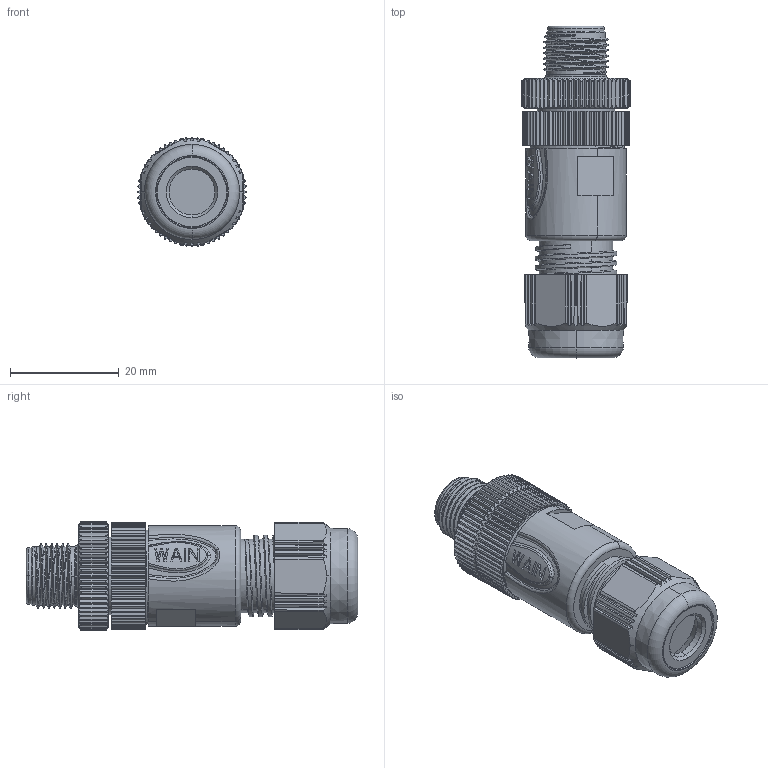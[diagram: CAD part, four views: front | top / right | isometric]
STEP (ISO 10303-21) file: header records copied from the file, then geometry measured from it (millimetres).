
FILE_DESCRIPTION((''),'2;1');
FILE_NAME('3D_1630084013001_M12-M08A-T-D10','2024-03-21T',('12262'),(''),'PRO/ENGINEER BY PARAMETRIC TECHNOLOGY CORPORATION, 2012480','PRO/ENGINEER BY PARAMETRIC TECHNOLOGY CORPORATION, 2012480','');
FILE_SCHEMA(('CONFIG_CONTROL_DESIGN'));
Products named in the file (1): 3D_1630084013001_M12-M08A-T-D10
Bounding box: 20 x 61 x 20 mm (x, y, z)
Volume: 12586.7 mm3; surface area: 10147.1 mm2
Topology: 1 solids, 2 shells, 1531 faces, 4140 edges, 2629 vertices
Faces by surface type: plane 646, cylinder 401, cone 239, extrusion 87, bspline 74, torus 52, sphere 32
Entity records: 66752 total; most frequent: CARTESIAN_POINT 30557, ORIENTED_EDGE 8192, DIRECTION 6626, EDGE_CURVE 4096, VERTEX_POINT 2629, AXIS2_PLACEMENT_3D 2447, VECTOR 1732, LINE 1645
